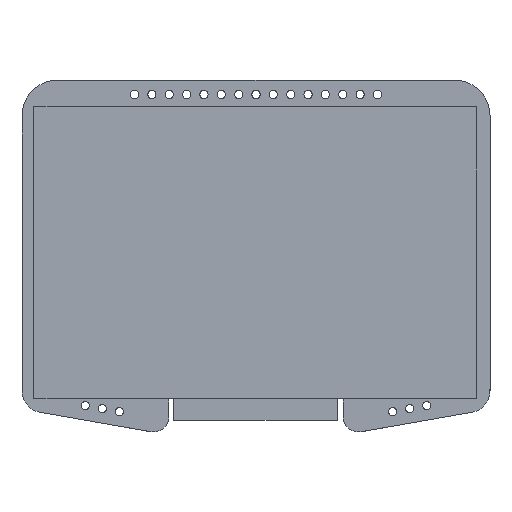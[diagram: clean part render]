
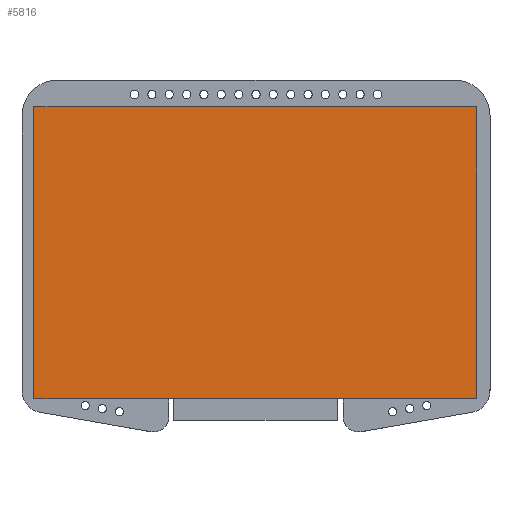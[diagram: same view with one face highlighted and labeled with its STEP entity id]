
A CAD part, top view. The second image highlights one B-rep face of the part: STEP entity #5816.
In plain terms, the highlighted planar face has unit normal (0, 0, 1).
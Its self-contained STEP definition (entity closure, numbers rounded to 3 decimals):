
#5502 = VERTEX_POINT('',#5503);
#5503 = CARTESIAN_POINT('',(-16.21,10.68,1.27));
#5510 = PLANE('',#5511);
#5511 = AXIS2_PLACEMENT_3D('',#5512,#5513,#5514);
#5512 = CARTESIAN_POINT('',(-16.21,10.68,0.));
#5513 = DIRECTION('',(0.,1.,0.));
#5514 = DIRECTION('',(1.,0.,0.));
#5522 = PLANE('',#5523);
#5523 = AXIS2_PLACEMENT_3D('',#5524,#5525,#5526);
#5524 = CARTESIAN_POINT('',(-16.21,-10.68,0.));
#5525 = DIRECTION('',(-1.,0.,0.));
#5526 = DIRECTION('',(0.,1.,0.));
#5534 = EDGE_CURVE('',#5502,#5535,#5537,.T.);
#5535 = VERTEX_POINT('',#5536);
#5536 = CARTESIAN_POINT('',(16.21,10.68,1.27));
#5537 = SURFACE_CURVE('',#5538,(#5542,#5549),.PCURVE_S1.);
#5538 = LINE('',#5539,#5540);
#5539 = CARTESIAN_POINT('',(-16.21,10.68,1.27));
#5540 = VECTOR('',#5541,1.);
#5541 = DIRECTION('',(1.,0.,0.));
#5542 = PCURVE('',#5510,#5543);
#5543 = DEFINITIONAL_REPRESENTATION('',(#5544),#5548);
#5544 = LINE('',#5545,#5546);
#5545 = CARTESIAN_POINT('',(0.,-1.27));
#5546 = VECTOR('',#5547,1.);
#5547 = DIRECTION('',(1.,0.));
#5548 = ( GEOMETRIC_REPRESENTATION_CONTEXT(2) 
PARAMETRIC_REPRESENTATION_CONTEXT() REPRESENTATION_CONTEXT('2D SPACE',''
  ) );
#5549 = PCURVE('',#5550,#5555);
#5550 = PLANE('',#5551);
#5551 = AXIS2_PLACEMENT_3D('',#5552,#5553,#5554);
#5552 = CARTESIAN_POINT('',(-16.21,10.68,1.27));
#5553 = DIRECTION('',(0.,0.,1.));
#5554 = DIRECTION('',(1.,0.,0.));
#5555 = DEFINITIONAL_REPRESENTATION('',(#5556),#5560);
#5556 = LINE('',#5557,#5558);
#5557 = CARTESIAN_POINT('',(0.,0.));
#5558 = VECTOR('',#5559,1.);
#5559 = DIRECTION('',(1.,0.));
#5560 = ( GEOMETRIC_REPRESENTATION_CONTEXT(2) 
PARAMETRIC_REPRESENTATION_CONTEXT() REPRESENTATION_CONTEXT('2D SPACE',''
  ) );
#5578 = PLANE('',#5579);
#5579 = AXIS2_PLACEMENT_3D('',#5580,#5581,#5582);
#5580 = CARTESIAN_POINT('',(16.21,10.68,0.));
#5581 = DIRECTION('',(1.,0.,0.));
#5582 = DIRECTION('',(0.,-1.,0.));
#5620 = EDGE_CURVE('',#5535,#5621,#5623,.T.);
#5621 = VERTEX_POINT('',#5622);
#5622 = CARTESIAN_POINT('',(16.21,-10.68,1.27));
#5623 = SURFACE_CURVE('',#5624,(#5628,#5635),.PCURVE_S1.);
#5624 = LINE('',#5625,#5626);
#5625 = CARTESIAN_POINT('',(16.21,10.68,1.27));
#5626 = VECTOR('',#5627,1.);
#5627 = DIRECTION('',(0.,-1.,0.));
#5628 = PCURVE('',#5578,#5629);
#5629 = DEFINITIONAL_REPRESENTATION('',(#5630),#5634);
#5630 = LINE('',#5631,#5632);
#5631 = CARTESIAN_POINT('',(0.,-1.27));
#5632 = VECTOR('',#5633,1.);
#5633 = DIRECTION('',(1.,0.));
#5634 = ( GEOMETRIC_REPRESENTATION_CONTEXT(2) 
PARAMETRIC_REPRESENTATION_CONTEXT() REPRESENTATION_CONTEXT('2D SPACE',''
  ) );
#5635 = PCURVE('',#5550,#5636);
#5636 = DEFINITIONAL_REPRESENTATION('',(#5637),#5641);
#5637 = LINE('',#5638,#5639);
#5638 = CARTESIAN_POINT('',(32.42,0.));
#5639 = VECTOR('',#5640,1.);
#5640 = DIRECTION('',(0.,-1.));
#5641 = ( GEOMETRIC_REPRESENTATION_CONTEXT(2) 
PARAMETRIC_REPRESENTATION_CONTEXT() REPRESENTATION_CONTEXT('2D SPACE',''
  ) );
#5659 = PLANE('',#5660);
#5660 = AXIS2_PLACEMENT_3D('',#5661,#5662,#5663);
#5661 = CARTESIAN_POINT('',(16.21,-10.68,0.));
#5662 = DIRECTION('',(0.,-1.,0.));
#5663 = DIRECTION('',(-1.,0.,0.));
#5696 = EDGE_CURVE('',#5621,#5697,#5699,.T.);
#5697 = VERTEX_POINT('',#5698);
#5698 = CARTESIAN_POINT('',(-16.21,-10.68,1.27));
#5699 = SURFACE_CURVE('',#5700,(#5704,#5711),.PCURVE_S1.);
#5700 = LINE('',#5701,#5702);
#5701 = CARTESIAN_POINT('',(16.21,-10.68,1.27));
#5702 = VECTOR('',#5703,1.);
#5703 = DIRECTION('',(-1.,0.,0.));
#5704 = PCURVE('',#5659,#5705);
#5705 = DEFINITIONAL_REPRESENTATION('',(#5706),#5710);
#5706 = LINE('',#5707,#5708);
#5707 = CARTESIAN_POINT('',(0.,-1.27));
#5708 = VECTOR('',#5709,1.);
#5709 = DIRECTION('',(1.,0.));
#5710 = ( GEOMETRIC_REPRESENTATION_CONTEXT(2) 
PARAMETRIC_REPRESENTATION_CONTEXT() REPRESENTATION_CONTEXT('2D SPACE',''
  ) );
#5711 = PCURVE('',#5550,#5712);
#5712 = DEFINITIONAL_REPRESENTATION('',(#5713),#5717);
#5713 = LINE('',#5714,#5715);
#5714 = CARTESIAN_POINT('',(32.42,-21.36));
#5715 = VECTOR('',#5716,1.);
#5716 = DIRECTION('',(-1.,0.));
#5717 = ( GEOMETRIC_REPRESENTATION_CONTEXT(2) 
PARAMETRIC_REPRESENTATION_CONTEXT() REPRESENTATION_CONTEXT('2D SPACE',''
  ) );
#5767 = EDGE_CURVE('',#5697,#5502,#5768,.T.);
#5768 = SURFACE_CURVE('',#5769,(#5773,#5780),.PCURVE_S1.);
#5769 = LINE('',#5770,#5771);
#5770 = CARTESIAN_POINT('',(-16.21,-10.68,1.27));
#5771 = VECTOR('',#5772,1.);
#5772 = DIRECTION('',(0.,1.,0.));
#5773 = PCURVE('',#5522,#5774);
#5774 = DEFINITIONAL_REPRESENTATION('',(#5775),#5779);
#5775 = LINE('',#5776,#5777);
#5776 = CARTESIAN_POINT('',(0.,-1.27));
#5777 = VECTOR('',#5778,1.);
#5778 = DIRECTION('',(1.,0.));
#5779 = ( GEOMETRIC_REPRESENTATION_CONTEXT(2) 
PARAMETRIC_REPRESENTATION_CONTEXT() REPRESENTATION_CONTEXT('2D SPACE',''
  ) );
#5780 = PCURVE('',#5550,#5781);
#5781 = DEFINITIONAL_REPRESENTATION('',(#5782),#5786);
#5782 = LINE('',#5783,#5784);
#5783 = CARTESIAN_POINT('',(0.,-21.36));
#5784 = VECTOR('',#5785,1.);
#5785 = DIRECTION('',(0.,1.));
#5786 = ( GEOMETRIC_REPRESENTATION_CONTEXT(2) 
PARAMETRIC_REPRESENTATION_CONTEXT() REPRESENTATION_CONTEXT('2D SPACE',''
  ) );
#5816 = ADVANCED_FACE('',(#5817),#5550,.T.);
#5817 = FACE_BOUND('',#5818,.F.);
#5818 = EDGE_LOOP('',(#5819,#5820,#5821,#5822));
#5819 = ORIENTED_EDGE('',*,*,#5534,.T.);
#5820 = ORIENTED_EDGE('',*,*,#5620,.T.);
#5821 = ORIENTED_EDGE('',*,*,#5696,.T.);
#5822 = ORIENTED_EDGE('',*,*,#5767,.T.);
